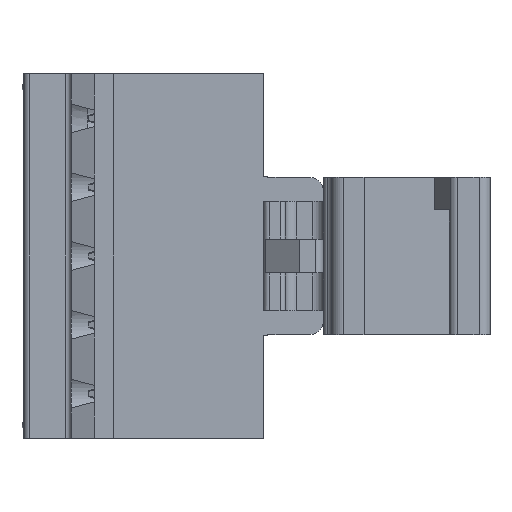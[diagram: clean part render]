
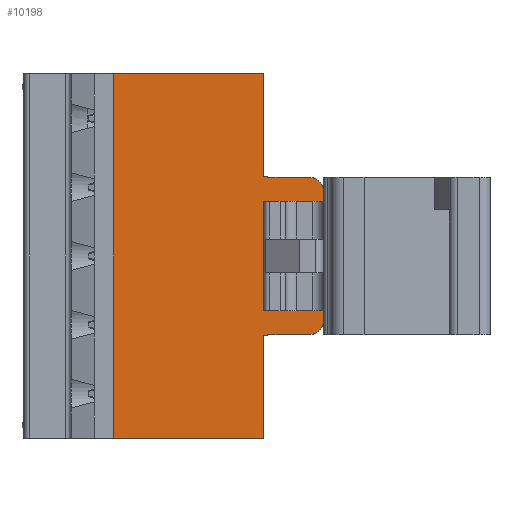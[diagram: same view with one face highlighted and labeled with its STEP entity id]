
A CAD part, left-side view. The second image highlights one B-rep face of the part: STEP entity #10198.
In plain terms, the highlighted planar face has unit normal (-1, 0, 0).
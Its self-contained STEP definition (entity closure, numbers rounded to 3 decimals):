
#139=CIRCLE('',#10236,1.);
#543=CIRCLE('',#11158,1.);
#1222=FACE_OUTER_BOUND('',#1804,.T.);
#1804=EDGE_LOOP('',(#9182,#9183,#9184,#9185,#9186,#9187,#9188,#9189,#9190,
#9191,#9192,#9193,#9194,#9195,#9196,#9197,#9198,#9199));
#1824=LINE('',#14100,#2861);
#1835=LINE('',#14131,#2872);
#1900=LINE('',#14363,#2937);
#1918=LINE('',#14405,#2955);
#1920=LINE('',#14408,#2957);
#1926=LINE('',#14421,#2963);
#2191=LINE('',#15173,#3228);
#2224=LINE('',#15423,#3261);
#2301=LINE('',#15695,#3338);
#2655=LINE('',#16882,#3692);
#2660=LINE('',#16890,#3697);
#2668=LINE('',#16905,#3705);
#2840=LINE('',#17347,#3877);
#2844=LINE('',#17359,#3881);
#2845=LINE('',#17361,#3882);
#2846=LINE('',#17363,#3883);
#2861=VECTOR('',#11178,10.);
#2872=VECTOR('',#11201,10.);
#2937=VECTOR('',#11378,10.);
#2955=VECTOR('',#11412,10.);
#2957=VECTOR('',#11416,10.);
#2963=VECTOR('',#11432,10.);
#3228=VECTOR('',#12149,10.);
#3261=VECTOR('',#12278,10.);
#3338=VECTOR('',#12557,10.);
#3692=VECTOR('',#13539,10.);
#3697=VECTOR('',#13546,10.);
#3705=VECTOR('',#13554,10.);
#3877=VECTOR('',#14038,10.);
#3881=VECTOR('',#14048,10.);
#3882=VECTOR('',#14049,10.);
#3883=VECTOR('',#14050,10.);
#3897=VERTEX_POINT('',#14096);
#3899=VERTEX_POINT('',#14099);
#3908=VERTEX_POINT('',#14119);
#3909=VERTEX_POINT('',#14121);
#3912=VERTEX_POINT('',#14128);
#3913=VERTEX_POINT('',#14130);
#4022=VERTEX_POINT('',#14359);
#4024=VERTEX_POINT('',#14362);
#4039=VERTEX_POINT('',#14401);
#4042=VERTEX_POINT('',#14419);
#4279=VERTEX_POINT('',#15171);
#4320=VERTEX_POINT('',#15421);
#4705=VERTEX_POINT('',#16881);
#4713=VERTEX_POINT('',#16902);
#4714=VERTEX_POINT('',#16904);
#4833=VERTEX_POINT('',#17358);
#4834=VERTEX_POINT('',#17360);
#4835=VERTEX_POINT('',#17362);
#4840=EDGE_CURVE('',#3897,#3899,#1824,.T.);
#4850=EDGE_CURVE('',#3908,#3909,#139,.T.);
#4854=EDGE_CURVE('',#3913,#3912,#1835,.T.);
#4969=EDGE_CURVE('',#4024,#4022,#1900,.T.);
#4990=EDGE_CURVE('',#4024,#4039,#1918,.T.);
#4992=EDGE_CURVE('',#4039,#3908,#1920,.T.);
#4998=EDGE_CURVE('',#4042,#4022,#1926,.T.);
#5363=EDGE_CURVE('',#4042,#4279,#2191,.T.);
#5432=EDGE_CURVE('',#4320,#4279,#2224,.T.);
#5568=EDGE_CURVE('',#4320,#3899,#2301,.T.);
#6063=EDGE_CURVE('',#3913,#4705,#2655,.T.);
#6068=EDGE_CURVE('',#3909,#3912,#2660,.T.);
#6076=EDGE_CURVE('',#4714,#4713,#2668,.T.);
#6299=EDGE_CURVE('',#4713,#4705,#2840,.T.);
#6305=EDGE_CURVE('',#3897,#4833,#2844,.T.);
#6306=EDGE_CURVE('',#4834,#4833,#2845,.T.);
#6307=EDGE_CURVE('',#4834,#4835,#2846,.T.);
#6308=EDGE_CURVE('',#4835,#4714,#543,.T.);
#9182=ORIENTED_EDGE('',*,*,#6305,.T.);
#9183=ORIENTED_EDGE('',*,*,#6306,.F.);
#9184=ORIENTED_EDGE('',*,*,#6307,.T.);
#9185=ORIENTED_EDGE('',*,*,#6308,.T.);
#9186=ORIENTED_EDGE('',*,*,#6076,.T.);
#9187=ORIENTED_EDGE('',*,*,#6299,.T.);
#9188=ORIENTED_EDGE('',*,*,#6063,.F.);
#9189=ORIENTED_EDGE('',*,*,#4854,.T.);
#9190=ORIENTED_EDGE('',*,*,#6068,.F.);
#9191=ORIENTED_EDGE('',*,*,#4850,.F.);
#9192=ORIENTED_EDGE('',*,*,#4992,.F.);
#9193=ORIENTED_EDGE('',*,*,#4990,.F.);
#9194=ORIENTED_EDGE('',*,*,#4969,.T.);
#9195=ORIENTED_EDGE('',*,*,#4998,.F.);
#9196=ORIENTED_EDGE('',*,*,#5363,.T.);
#9197=ORIENTED_EDGE('',*,*,#5432,.F.);
#9198=ORIENTED_EDGE('',*,*,#5568,.T.);
#9199=ORIENTED_EDGE('',*,*,#4840,.F.);
#9647=PLANE('',#11157);
#10198=ADVANCED_FACE('',(#1222),#9647,.T.);
#10236=AXIS2_PLACEMENT_3D('',#14122,#11193,#11194);
#11157=AXIS2_PLACEMENT_3D('',#17357,#14046,#14047);
#11158=AXIS2_PLACEMENT_3D('',#17364,#14051,#14052);
#11178=DIRECTION('',(0.,0.,-1.));
#11193=DIRECTION('center_axis',(1.,0.,0.));
#11194=DIRECTION('ref_axis',(0.,0.,-1.));
#11201=DIRECTION('',(0.,-1.,0.));
#11378=DIRECTION('',(0.,1.,0.));
#11412=DIRECTION('',(0.,0.,-1.));
#11416=DIRECTION('',(0.,-1.,0.));
#11432=DIRECTION('',(0.,0.,-1.));
#12149=DIRECTION('',(0.,1.,0.));
#12278=DIRECTION('',(0.,0.,1.));
#12557=DIRECTION('',(0.,-1.,0.));
#13539=DIRECTION('',(0.,0.,-1.));
#13546=DIRECTION('',(0.,0.,-1.));
#13554=DIRECTION('',(0.,0.,1.));
#14038=DIRECTION('',(0.,1.,0.));
#14046=DIRECTION('center_axis',(-1.,0.,0.));
#14047=DIRECTION('ref_axis',(0.,0.,1.));
#14048=DIRECTION('',(0.,-1.,0.));
#14049=DIRECTION('',(0.,0.,-1.));
#14050=DIRECTION('',(0.,-1.,0.));
#14051=DIRECTION('center_axis',(-1.,0.,0.));
#14052=DIRECTION('ref_axis',(0.,0.,1.));
#14096=CARTESIAN_POINT('',(-3.95,0.3,-8.38));
#14099=CARTESIAN_POINT('',(-3.95,0.3,-16.));
#14100=CARTESIAN_POINT('',(-3.95,0.3,43.18));
#14119=CARTESIAN_POINT('',(-3.95,-3.1,3.26));
#14121=CARTESIAN_POINT('',(-3.95,-4.1,2.26));
#14122=CARTESIAN_POINT('Origin',(-3.95,-3.1,2.26));
#14128=CARTESIAN_POINT('',(-3.95,-4.1,1.51));
#14130=CARTESIAN_POINT('',(-3.95,0.3,1.51));
#14131=CARTESIAN_POINT('',(-3.95,-0.691,1.51));
#14359=CARTESIAN_POINT('',(-3.95,0.3,3.3));
#14362=CARTESIAN_POINT('',(-3.95,0.,3.3));
#14363=CARTESIAN_POINT('',(-3.95,11.4,3.3));
#14401=CARTESIAN_POINT('',(-3.95,0.,3.26));
#14405=CARTESIAN_POINT('',(-3.95,0.,0.));
#14408=CARTESIAN_POINT('',(-3.95,-1.025,3.26));
#14419=CARTESIAN_POINT('',(-3.95,0.3,10.92));
#14421=CARTESIAN_POINT('',(-3.95,0.3,7.62));
#15171=CARTESIAN_POINT('',(-3.95,11.4,10.92));
#15173=CARTESIAN_POINT('',(-3.95,11.4,10.92));
#15421=CARTESIAN_POINT('',(-3.95,11.4,-16.));
#15423=CARTESIAN_POINT('',(-3.95,11.4,7.62));
#15695=CARTESIAN_POINT('',(-3.95,11.4,-16.));
#16881=CARTESIAN_POINT('',(-3.95,0.3,-6.59));
#16882=CARTESIAN_POINT('',(-3.95,0.3,46.99));
#16890=CARTESIAN_POINT('',(-3.95,-4.1,1.829));
#16902=CARTESIAN_POINT('',(-3.95,-4.1,-6.59));
#16904=CARTESIAN_POINT('',(-3.95,-4.1,-7.34));
#16905=CARTESIAN_POINT('',(-3.95,-4.1,-6.909));
#17347=CARTESIAN_POINT('',(-3.95,-0.691,-6.59));
#17357=CARTESIAN_POINT('Origin',(-3.95,0.,50.8));
#17358=CARTESIAN_POINT('',(-3.95,0.,-8.38));
#17359=CARTESIAN_POINT('',(-3.95,11.4,-8.38));
#17360=CARTESIAN_POINT('',(-3.95,0.,-8.34));
#17361=CARTESIAN_POINT('',(-3.95,0.,50.8));
#17362=CARTESIAN_POINT('',(-3.95,-3.1,-8.34));
#17363=CARTESIAN_POINT('',(-3.95,-1.025,-8.34));
#17364=CARTESIAN_POINT('Origin',(-3.95,-3.1,-7.34));
